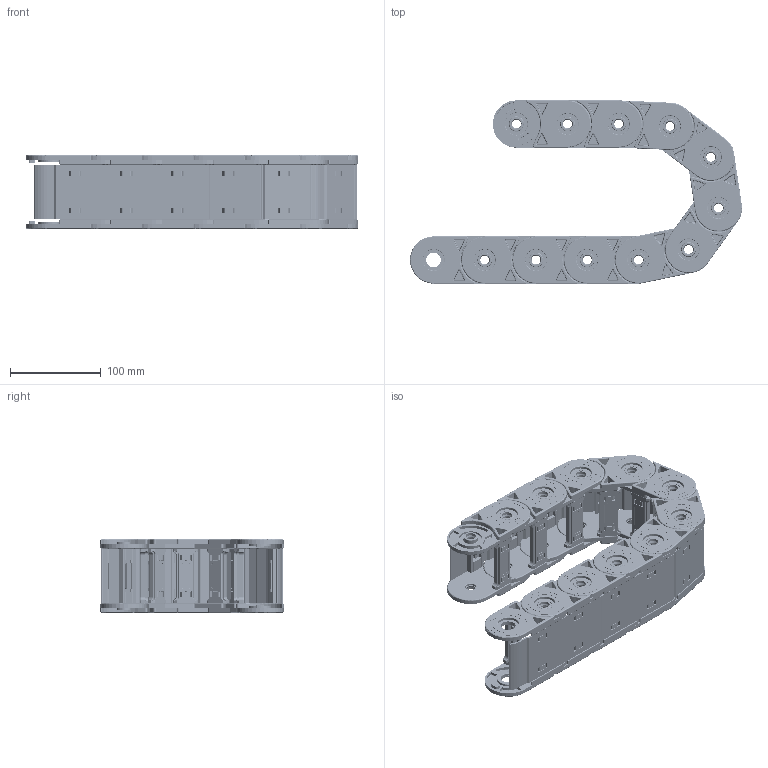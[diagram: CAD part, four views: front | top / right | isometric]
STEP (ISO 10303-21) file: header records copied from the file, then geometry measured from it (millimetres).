
FILE_DESCRIPTION (( 'STEP AP214' ), '1' );
FILE_NAME ('CK35-Y060-R075.STEP', '2019-09-10T06:15:33', ( '' ), ( '' ), 'SwSTEP 2.0', 'SolidWorks 2017', '' );
FILE_SCHEMA (( 'AUTOMOTIVE_DESIGN' ));
Length unit declared in the file: millimetre
Products named in the file (2): CK35-Y060; CK35-Y060-R075
Assembly tree (11 placements, depth 2):
  CK35-Y060-R075
    CK35-Y060  x11
Bounding box: 366.26 x 202.02 x 81.41 mm (x, y, z)
Volume: 699756.9 mm3; surface area: 551882.8 mm2
Topology: 44 solids, 44 shells, 10461 faces, 26224 edges, 16236 vertices
Faces by surface type: plane 3817, cylinder 3652, torus 1408, bspline 1056, cone 352, sphere 176
Entity records: 44945 total; most frequent: CARTESIAN_POINT 22755, ORIENTED_EDGE 4720, DIRECTION 4424, EDGE_CURVE 2360, AXIS2_PLACEMENT_3D 1599, VERTEX_POINT 1476, LINE 1226, VECTOR 1226
